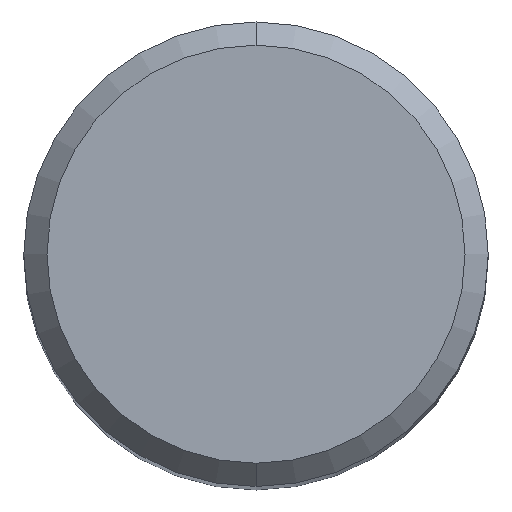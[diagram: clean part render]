
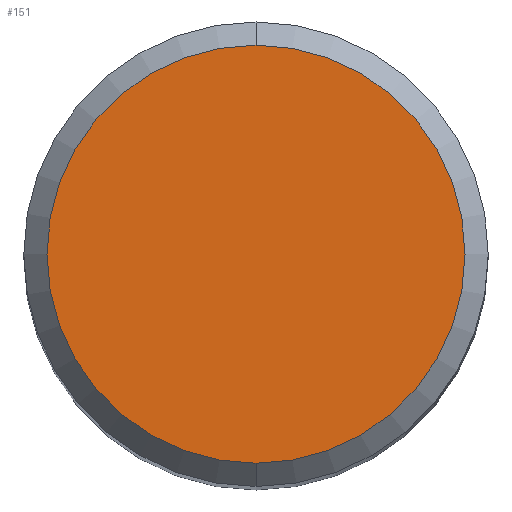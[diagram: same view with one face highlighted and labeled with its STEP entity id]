
A CAD part, top view. The second image highlights one B-rep face of the part: STEP entity #151.
In plain terms, the highlighted planar face has unit normal (0, 0, 1).
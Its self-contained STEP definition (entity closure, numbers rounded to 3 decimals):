
#151=ADVANCED_FACE('',(#308),#309,.T.);
#157=EDGE_CURVE('',#185,#199,#315,.T.);
#185=VERTEX_POINT('',#348);
#199=VERTEX_POINT('',#362);
#205=EDGE_CURVE('',#199,#185,#368,.T.);
#308=FACE_OUTER_BOUND('',#487,.T.);
#309=PLANE('',#488);
#315=CIRCLE('',#496,3.6);
#348=CARTESIAN_POINT('',(0.,-3.6,0.0));
#362=CARTESIAN_POINT('',(0.0,3.6,0.0));
#368=CIRCLE('',#565,3.6);
#487=EDGE_LOOP('',(#671,#672));
#488=AXIS2_PLACEMENT_3D('',#673,#674,#675);
#496=AXIS2_PLACEMENT_3D('',#678,#679,#680);
#565=AXIS2_PLACEMENT_3D('',#744,#745,#746);
#671=ORIENTED_EDGE('',*,*,#205,.F.);
#672=ORIENTED_EDGE('',*,*,#157,.F.);
#673=CARTESIAN_POINT('',(0.0,1.8,0.0));
#674=DIRECTION('',(-0.0,0.0,1.0));
#675=DIRECTION('',(0.0,-1.0,0.0));
#678=CARTESIAN_POINT('',(0.0,0.0,0.0));
#679=DIRECTION('',(0.0,0.0,-1.0));
#680=DIRECTION('',(0.0,1.0,0.0));
#744=CARTESIAN_POINT('',(0.0,0.0,0.0));
#745=DIRECTION('',(0.0,0.0,-1.0));
#746=DIRECTION('',(0.0,1.0,0.0));
